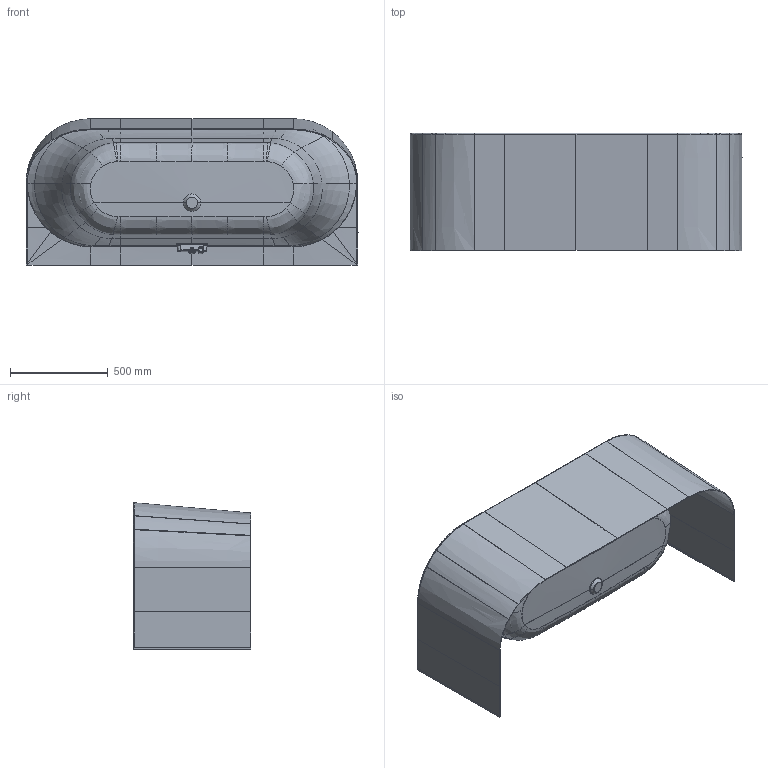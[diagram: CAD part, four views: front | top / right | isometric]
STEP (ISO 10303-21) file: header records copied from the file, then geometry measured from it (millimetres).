
FILE_DESCRIPTION((''),'2;1');
FILE_NAME('L-AND-F170X75BTW-C_130922_ASM','2022-09-13T14:01:34',('GrootJ'),('Villeroy & Boch Wellness bv'),'CREO PARAMETRIC BY PTC INC, 2020454','CREO PARAMETRIC BY PTC INC, 2020454','');
FILE_SCHEMA(('CONFIG_CONTROL_DESIGN'));
Products named in the file (11): L-AND-F_170X75_BTW-C_30052022; AFVOERDOP_MANILLA_22072020; V4P2001-302_1; V4P2001-303_1; V4P2001-305_1; V4P2001-306_1; V4P2001-024_1; INSERT_M4_R1_1; V4P2001-304_ASM_1_ASM; LOGO_L-AND-F_13092022; L-AND-F170X75BTW-C_130922_ASM
Assembly tree (12 placements, depth 3):
  L-AND-F170X75BTW-C_130922_ASM
    L-AND-F_170X75_BTW-C_30052022
    AFVOERDOP_MANILLA_22072020
    V4P2001-304_ASM_1_ASM
      V4P2001-302_1
      V4P2001-303_1
      V4P2001-305_1
      V4P2001-306_1
      V4P2001-024_1
      INSERT_M4_R1_1  x3
    LOGO_L-AND-F_13092022
Bounding box: 1700 x 600 x 750 mm (x, y, z)
Volume: 15715622.5 mm3; surface area: 7943676.8 mm2
Topology: 38 solids, 38 shells, 1795 faces, 4635 edges, 2930 vertices
Faces by surface type: plane 470, cylinder 430, bspline 416, extrusion 237, torus 114, cone 101, sphere 27
Entity records: 85479 total; most frequent: CARTESIAN_POINT 47181, ORIENTED_EDGE 8746, DIRECTION 6480, EDGE_CURVE 4373, VERTEX_POINT 2778, AXIS2_PLACEMENT_3D 2276, VECTOR 1928, EDGE_LOOP 1771
